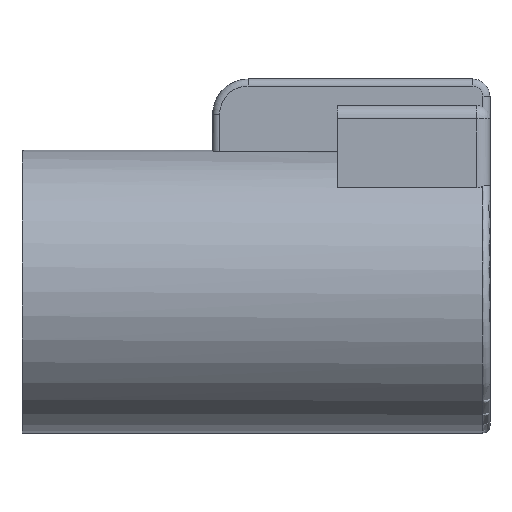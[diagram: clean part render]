
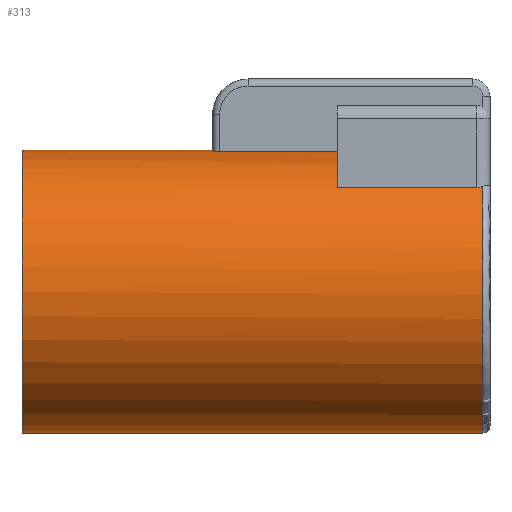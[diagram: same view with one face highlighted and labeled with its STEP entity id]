
A CAD part, left-side view. The second image highlights one B-rep face of the part: STEP entity #313.
In plain terms, the highlighted cylindrical face has radius 7.975 mm (diameter 15.95 mm), a partial arc.
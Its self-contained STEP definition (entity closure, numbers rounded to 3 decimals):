
#132=B_SPLINE_CURVE_WITH_KNOTS('',3,(#3620,#3621,#3622,#3623),.UNSPECIFIED.,
 .F.,.F.,(4,4),(0.,1.),.UNSPECIFIED.);
#133=B_SPLINE_CURVE_WITH_KNOTS('',3,(#3626,#3627,#3628,#3629,#3630,#3631,
#3632,#3633,#3634,#3635,#3636,#3637,#3638,#3639,#3640,#3641),.UNSPECIFIED.,
 .F.,.F.,(4,3,3,3,3,4),(0.,0.213,0.426,0.64,
0.856,1.),.UNSPECIFIED.);
#134=B_SPLINE_CURVE_WITH_KNOTS('',3,(#3648,#3649,#3650,#3651,#3652,#3653,
#3654),.UNSPECIFIED.,.F.,.F.,(4,3,4),(0.,0.548,1.),.UNSPECIFIED.);
#156=CYLINDRICAL_SURFACE('',#2432,7.975);
#191=CIRCLE('',#2394,7.975);
#204=CIRCLE('',#2415,7.975);
#212=CIRCLE('',#2429,7.975);
#213=CIRCLE('',#2430,7.975);
#214=CIRCLE('',#2431,7.975);
#313=ADVANCED_FACE('',(#511),#156,.T.);
#511=FACE_OUTER_BOUND('',#642,.T.);
#642=EDGE_LOOP('',(#958,#959,#960,#961,#962,#963,#964,#965,#966,#967,#968,
#969,#970));
#958=ORIENTED_EDGE('',*,*,#1736,.T.);
#959=ORIENTED_EDGE('',*,*,#1737,.T.);
#960=ORIENTED_EDGE('',*,*,#1651,.T.);
#961=ORIENTED_EDGE('',*,*,#1738,.F.);
#962=ORIENTED_EDGE('',*,*,#1739,.T.);
#963=ORIENTED_EDGE('',*,*,#1740,.F.);
#964=ORIENTED_EDGE('',*,*,#1699,.F.);
#965=ORIENTED_EDGE('',*,*,#1713,.T.);
#966=ORIENTED_EDGE('',*,*,#1741,.T.);
#967=ORIENTED_EDGE('',*,*,#1742,.T.);
#968=ORIENTED_EDGE('',*,*,#1743,.F.);
#969=ORIENTED_EDGE('',*,*,#1744,.T.);
#970=ORIENTED_EDGE('',*,*,#1745,.T.);
#1427=VERTEX_POINT('',#3351);
#1428=VERTEX_POINT('',#3352);
#1470=VERTEX_POINT('',#3521);
#1471=VERTEX_POINT('',#3522);
#1482=VERTEX_POINT('',#3547);
#1499=VERTEX_POINT('',#3618);
#1500=VERTEX_POINT('',#3619);
#1501=VERTEX_POINT('',#3625);
#1502=VERTEX_POINT('',#3642);
#1503=VERTEX_POINT('',#3645);
#1504=VERTEX_POINT('',#3647);
#1505=VERTEX_POINT('',#3655);
#1506=VERTEX_POINT('',#3657);
#1651=EDGE_CURVE('',#1427,#1428,#191,.T.);
#1699=EDGE_CURVE('',#1470,#1471,#1994,.T.);
#1713=EDGE_CURVE('',#1470,#1482,#204,.T.);
#1736=EDGE_CURVE('',#1499,#1500,#2018,.T.);
#1737=EDGE_CURVE('',#1500,#1427,#132,.T.);
#1738=EDGE_CURVE('',#1501,#1428,#2019,.T.);
#1739=EDGE_CURVE('',#1501,#1502,#133,.T.);
#1740=EDGE_CURVE('',#1471,#1502,#212,.T.);
#1741=EDGE_CURVE('',#1482,#1503,#2020,.T.);
#1742=EDGE_CURVE('',#1503,#1504,#213,.T.);
#1743=EDGE_CURVE('',#1505,#1504,#134,.T.);
#1744=EDGE_CURVE('',#1505,#1506,#2021,.T.);
#1745=EDGE_CURVE('',#1506,#1499,#214,.T.);
#1994=LINE('',#3520,#2212);
#2018=LINE('',#3617,#2236);
#2019=LINE('',#3624,#2237);
#2020=LINE('',#3644,#2238);
#2021=LINE('',#3656,#2239);
#2212=VECTOR('',#2766,1.);
#2236=VECTOR('',#2824,1.);
#2237=VECTOR('',#2825,1.);
#2238=VECTOR('',#2828,1.);
#2239=VECTOR('',#2831,1.);
#2394=AXIS2_PLACEMENT_3D('',#3350,#2697,#2698);
#2415=AXIS2_PLACEMENT_3D('',#3548,#2784,#2785);
#2429=AXIS2_PLACEMENT_3D('',#3643,#2826,#2827);
#2430=AXIS2_PLACEMENT_3D('',#3646,#2829,#2830);
#2431=AXIS2_PLACEMENT_3D('',#3658,#2832,#2833);
#2432=AXIS2_PLACEMENT_3D('',#3659,#2834,#2835);
#2697=DIRECTION('',(0.,1.,0.));
#2698=DIRECTION('',(-1.,0.,0.));
#2766=DIRECTION('',(0.,-1.,0.));
#2784=DIRECTION('',(0.,-1.,0.));
#2785=DIRECTION('',(1.,0.,0.));
#2824=DIRECTION('',(0.,-1.,0.));
#2825=DIRECTION('',(0.,-1.,0.));
#2826=DIRECTION('',(0.,-1.,0.));
#2827=DIRECTION('',(-1.,0.,0.));
#2828=DIRECTION('',(0.,-1.,0.));
#2829=DIRECTION('',(0.,1.,0.));
#2830=DIRECTION('',(-1.,0.,0.));
#2831=DIRECTION('',(0.,1.,0.));
#2832=DIRECTION('',(0.,1.,0.));
#2833=DIRECTION('',(-1.,0.,0.));
#2834=DIRECTION('',(0.,-1.,0.));
#2835=DIRECTION('',(1.,0.,0.));
#3350=CARTESIAN_POINT('',(-7.025,-19.,0.));
#3351=CARTESIAN_POINT('',(-10.41,-19.,7.221));
#3352=CARTESIAN_POINT('',(-8.1,-19.,7.902));
#3520=CARTESIAN_POINT('',(-7.025,0.,7.975));
#3521=CARTESIAN_POINT('',(-7.025,7.,7.975));
#3522=CARTESIAN_POINT('',(-7.025,-3.75,7.975));
#3547=CARTESIAN_POINT('',(-7.025,7.,-7.975));
#3548=CARTESIAN_POINT('',(-7.025,7.,0.));
#3617=CARTESIAN_POINT('',(-10.358,0.,7.245));
#3618=CARTESIAN_POINT('',(-10.358,-10.8,7.245));
#3619=CARTESIAN_POINT('',(-10.358,-18.65,7.245));
#3620=CARTESIAN_POINT('',(-10.358,-18.65,7.245));
#3621=CARTESIAN_POINT('',(-10.358,-18.768,7.245));
#3622=CARTESIAN_POINT('',(-10.376,-18.888,7.237));
#3623=CARTESIAN_POINT('',(-10.41,-19.,7.221));
#3624=CARTESIAN_POINT('',(-8.1,0.,7.902));
#3625=CARTESIAN_POINT('',(-8.1,-4.15,7.902));
#3626=CARTESIAN_POINT('',(-8.1,-4.15,7.902));
#3627=CARTESIAN_POINT('',(-8.1,-4.106,7.902));
#3628=CARTESIAN_POINT('',(-8.092,-4.06,7.903));
#3629=CARTESIAN_POINT('',(-8.078,-4.018,7.905));
#3630=CARTESIAN_POINT('',(-8.063,-3.976,7.907));
#3631=CARTESIAN_POINT('',(-8.041,-3.936,7.91));
#3632=CARTESIAN_POINT('',(-8.014,-3.902,7.913));
#3633=CARTESIAN_POINT('',(-7.986,-3.867,7.917));
#3634=CARTESIAN_POINT('',(-7.952,-3.836,7.921));
#3635=CARTESIAN_POINT('',(-7.914,-3.812,7.925));
#3636=CARTESIAN_POINT('',(-7.876,-3.788,7.93));
#3637=CARTESIAN_POINT('',(-7.834,-3.77,7.934));
#3638=CARTESIAN_POINT('',(-7.79,-3.76,7.938));
#3639=CARTESIAN_POINT('',(-7.761,-3.753,7.941));
#3640=CARTESIAN_POINT('',(-7.73,-3.75,7.944));
#3641=CARTESIAN_POINT('',(-7.7,-3.75,7.946));
#3642=CARTESIAN_POINT('',(-7.7,-3.75,7.946));
#3643=CARTESIAN_POINT('',(-7.025,-3.75,0.));
#3644=CARTESIAN_POINT('',(-7.025,0.,-7.975));
#3645=CARTESIAN_POINT('',(-7.025,-19.,-7.975));
#3646=CARTESIAN_POINT('',(-7.025,-19.,0.));
#3647=CARTESIAN_POINT('',(-12.338,-19.,5.947));
#3648=CARTESIAN_POINT('',(-12.425,-18.65,5.869));
#3649=CARTESIAN_POINT('',(-12.425,-18.718,5.869));
#3650=CARTESIAN_POINT('',(-12.415,-18.787,5.878));
#3651=CARTESIAN_POINT('',(-12.398,-18.851,5.894));
#3652=CARTESIAN_POINT('',(-12.383,-18.903,5.907));
#3653=CARTESIAN_POINT('',(-12.363,-18.954,5.925));
#3654=CARTESIAN_POINT('',(-12.338,-19.,5.947));
#3655=CARTESIAN_POINT('',(-12.425,-18.65,5.869));
#3656=CARTESIAN_POINT('',(-12.425,0.,5.869));
#3657=CARTESIAN_POINT('',(-12.425,-10.8,5.869));
#3658=CARTESIAN_POINT('',(-7.025,-10.8,0.));
#3659=CARTESIAN_POINT('',(-7.025,0.,0.));
